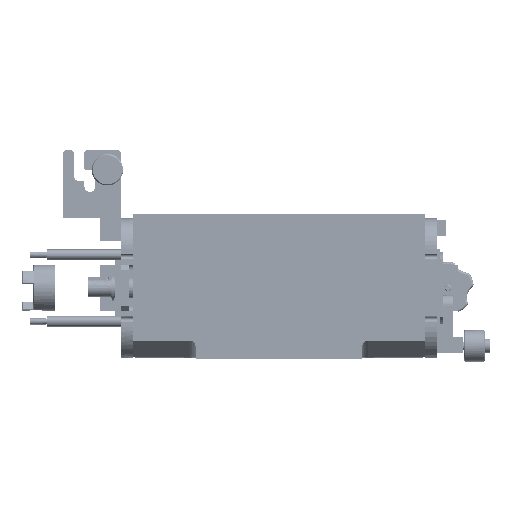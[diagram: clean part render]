
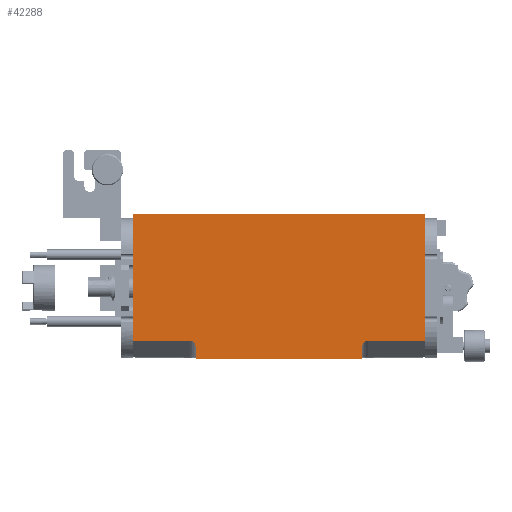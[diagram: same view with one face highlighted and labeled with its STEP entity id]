
A CAD part, left-side view. The second image highlights one B-rep face of the part: STEP entity #42288.
In plain terms, the highlighted free-form (B-spline) face has degree [1, 1] with [2, 2] control points.
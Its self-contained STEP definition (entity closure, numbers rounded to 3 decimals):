
#41570 = EDGE_CURVE('',#41571,#41573,#41575,.T.);
#41571 = VERTEX_POINT('',#41572);
#41572 = CARTESIAN_POINT('',(-229.976,47.693,
    -42.581));
#41573 = VERTEX_POINT('',#41574);
#41574 = CARTESIAN_POINT('',(-229.976,44.812,
    -41.204));
#41575 = ( BOUNDED_CURVE() B_SPLINE_CURVE(2,(#41576,#41577,#41578),
.UNSPECIFIED.,.F.,.F.) B_SPLINE_CURVE_WITH_KNOTS((3,3),(5.498,
6.283),.PIECEWISE_BEZIER_KNOTS.) CURVE() 
GEOMETRIC_REPRESENTATION_ITEM() RATIONAL_B_SPLINE_CURVE((1.,
0.924,1.)) REPRESENTATION_ITEM('') );
#41576 = CARTESIAN_POINT('',(-229.976,47.693,
    -42.581));
#41577 = CARTESIAN_POINT('',(-229.976,46.5,
    -41.204));
#41578 = CARTESIAN_POINT('',(-229.976,44.812,
    -41.204));
#41610 = EDGE_CURVE('',#41611,#41613,#41615,.T.);
#41611 = VERTEX_POINT('',#41612);
#41612 = CARTESIAN_POINT('',(-229.976,180.442,
    -42.581));
#41613 = VERTEX_POINT('',#41614);
#41614 = CARTESIAN_POINT('',(-229.976,179.249,
    -45.908));
#41615 = ( BOUNDED_CURVE() B_SPLINE_CURVE(2,(#41616,#41617,#41618),
.UNSPECIFIED.,.F.,.F.) B_SPLINE_CURVE_WITH_KNOTS((3,3),(0.785,
1.571),.PIECEWISE_BEZIER_KNOTS.) CURVE() 
GEOMETRIC_REPRESENTATION_ITEM() RATIONAL_B_SPLINE_CURVE((1.,
0.924,1.)) REPRESENTATION_ITEM('') );
#41616 = CARTESIAN_POINT('',(-229.976,180.442,
    -42.581));
#41617 = CARTESIAN_POINT('',(-229.976,179.249,
    -43.959));
#41618 = CARTESIAN_POINT('',(-229.976,179.249,
    -45.908));
#42031 = VERTEX_POINT('',#42032);
#42032 = CARTESIAN_POINT('',(-229.976,183.322,
    -41.204));
#42037 = EDGE_CURVE('',#42031,#41611,#42038,.T.);
#42038 = ( BOUNDED_CURVE() B_SPLINE_CURVE(2,(#42039,#42040,#42041),
.UNSPECIFIED.,.F.,.F.) B_SPLINE_CURVE_WITH_KNOTS((3,3),(0.,
0.785),.PIECEWISE_BEZIER_KNOTS.) CURVE() 
GEOMETRIC_REPRESENTATION_ITEM() RATIONAL_B_SPLINE_CURVE((1.,
0.924,1.)) REPRESENTATION_ITEM('') );
#42039 = CARTESIAN_POINT('',(-229.976,183.322,
    -41.204));
#42040 = CARTESIAN_POINT('',(-229.976,181.635,
    -41.204));
#42041 = CARTESIAN_POINT('',(-229.976,180.442,
    -42.581));
#42072 = VERTEX_POINT('',#42073);
#42073 = CARTESIAN_POINT('',(-229.976,228.053,
    -41.204));
#42078 = EDGE_CURVE('',#42072,#42079,#42081,.T.);
#42079 = VERTEX_POINT('',#42080);
#42080 = CARTESIAN_POINT('',(-229.976,228.053,
    57.971));
#42081 = B_SPLINE_CURVE_WITH_KNOTS('',1,(#42082,#42083),.UNSPECIFIED.,
  .F.,.F.,(2,2),(-54.896,66.825),.PIECEWISE_BEZIER_KNOTS.);
#42082 = CARTESIAN_POINT('',(-229.976,228.053,
    -41.204));
#42083 = CARTESIAN_POINT('',(-229.976,228.053,
    57.971));
#42113 = EDGE_CURVE('',#42072,#42031,#42114,.T.);
#42114 = B_SPLINE_CURVE_WITH_KNOTS('',1,(#42115,#42116),.UNSPECIFIED.,
  .F.,.F.,(2,2),(-209.9,-155.),.PIECEWISE_BEZIER_KNOTS.);
#42115 = CARTESIAN_POINT('',(-229.976,228.053,
    -41.204));
#42116 = CARTESIAN_POINT('',(-229.976,183.322,
    -41.204));
#42135 = VERTEX_POINT('',#42136);
#42136 = CARTESIAN_POINT('',(-229.976,0.081,
    57.971));
#42141 = EDGE_CURVE('',#42142,#42135,#42144,.T.);
#42142 = VERTEX_POINT('',#42143);
#42143 = CARTESIAN_POINT('',(-229.976,0.081,
    -41.204));
#42144 = B_SPLINE_CURVE_WITH_KNOTS('',1,(#42145,#42146),.UNSPECIFIED.,
  .F.,.F.,(2,2),(-54.896,66.825),.PIECEWISE_BEZIER_KNOTS.);
#42145 = CARTESIAN_POINT('',(-229.976,0.081,
    -41.204));
#42146 = CARTESIAN_POINT('',(-229.976,0.081,
    57.971));
#42213 = VERTEX_POINT('',#42214);
#42214 = CARTESIAN_POINT('',(-229.976,48.886,
    -45.908));
#42219 = EDGE_CURVE('',#42213,#41571,#42220,.T.);
#42220 = ( BOUNDED_CURVE() B_SPLINE_CURVE(2,(#42221,#42222,#42223),
.UNSPECIFIED.,.F.,.F.) B_SPLINE_CURVE_WITH_KNOTS((3,3),(4.712,
5.498),.PIECEWISE_BEZIER_KNOTS.) CURVE() 
GEOMETRIC_REPRESENTATION_ITEM() RATIONAL_B_SPLINE_CURVE((1.,
0.924,1.)) REPRESENTATION_ITEM('') );
#42221 = CARTESIAN_POINT('',(-229.976,48.886,
    -45.908));
#42222 = CARTESIAN_POINT('',(-229.976,48.886,
    -43.959));
#42223 = CARTESIAN_POINT('',(-229.976,47.693,
    -42.581));
#42243 = EDGE_CURVE('',#41573,#42142,#42244,.T.);
#42244 = B_SPLINE_CURVE_WITH_KNOTS('',1,(#42245,#42246),.UNSPECIFIED.,
  .F.,.F.,(2,2),(-55.,-0.1),.PIECEWISE_BEZIER_KNOTS.);
#42245 = CARTESIAN_POINT('',(-229.976,44.812,
    -41.204));
#42246 = CARTESIAN_POINT('',(-229.976,0.081,
    -41.204));
#42267 = VERTEX_POINT('',#42268);
#42268 = CARTESIAN_POINT('',(-229.976,179.249,
    -55.282));
#42273 = EDGE_CURVE('',#42267,#41613,#42274,.T.);
#42274 = B_SPLINE_CURVE_WITH_KNOTS('',1,(#42275,#42276),.UNSPECIFIED.,
  .F.,.F.,(2,2),(-36.25,-24.744),.PIECEWISE_BEZIER_KNOTS.);
#42275 = CARTESIAN_POINT('',(-229.976,179.249,
    -55.282));
#42276 = CARTESIAN_POINT('',(-229.976,179.249,
    -45.908));
#42288 = ADVANCED_FACE('',(#42289),#42317,.T.);
#42289 = FACE_BOUND('',#42290,.T.);
#42290 = EDGE_LOOP('',(#42291,#42292,#42293,#42300,#42305,#42306,#42307,
    #42308,#42309,#42314,#42315,#42316));
#42291 = ORIENTED_EDGE('',*,*,#41610,.T.);
#42292 = ORIENTED_EDGE('',*,*,#42273,.F.);
#42293 = ORIENTED_EDGE('',*,*,#42294,.F.);
#42294 = EDGE_CURVE('',#42295,#42267,#42297,.T.);
#42295 = VERTEX_POINT('',#42296);
#42296 = CARTESIAN_POINT('',(-229.976,48.886,
    -55.282));
#42297 = B_SPLINE_CURVE_WITH_KNOTS('',1,(#42298,#42299),.UNSPECIFIED.,
  .F.,.F.,(2,2),(60.,220.),.PIECEWISE_BEZIER_KNOTS.);
#42298 = CARTESIAN_POINT('',(-229.976,48.886,
    -55.282));
#42299 = CARTESIAN_POINT('',(-229.976,179.249,
    -55.282));
#42300 = ORIENTED_EDGE('',*,*,#42301,.T.);
#42301 = EDGE_CURVE('',#42295,#42213,#42302,.T.);
#42302 = B_SPLINE_CURVE_WITH_KNOTS('',1,(#42303,#42304),.UNSPECIFIED.,
  .F.,.F.,(2,2),(-36.25,-24.744),.PIECEWISE_BEZIER_KNOTS.);
#42303 = CARTESIAN_POINT('',(-229.976,48.886,
    -55.282));
#42304 = CARTESIAN_POINT('',(-229.976,48.886,
    -45.908));
#42305 = ORIENTED_EDGE('',*,*,#42219,.T.);
#42306 = ORIENTED_EDGE('',*,*,#41570,.T.);
#42307 = ORIENTED_EDGE('',*,*,#42243,.T.);
#42308 = ORIENTED_EDGE('',*,*,#42141,.T.);
#42309 = ORIENTED_EDGE('',*,*,#42310,.T.);
#42310 = EDGE_CURVE('',#42135,#42079,#42311,.T.);
#42311 = B_SPLINE_CURVE_WITH_KNOTS('',1,(#42312,#42313),.UNSPECIFIED.,
  .F.,.F.,(2,2),(0.1,279.9),.PIECEWISE_BEZIER_KNOTS.);
#42312 = CARTESIAN_POINT('',(-229.976,0.081,
    57.971));
#42313 = CARTESIAN_POINT('',(-229.976,228.053,
    57.971));
#42314 = ORIENTED_EDGE('',*,*,#42078,.F.);
#42315 = ORIENTED_EDGE('',*,*,#42113,.T.);
#42316 = ORIENTED_EDGE('',*,*,#42037,.T.);
#42317 = B_SPLINE_SURFACE_WITH_KNOTS('',1,1,(
    (#42318,#42319)
    ,(#42320,#42321
  )),.UNSPECIFIED.,.F.,.F.,.F.,(2,2),(2,2),(-70.5,68.5),(0.1,279.9),
  .PIECEWISE_BEZIER_KNOTS.);
#42318 = CARTESIAN_POINT('',(-229.976,0.081,
    -55.282));
#42319 = CARTESIAN_POINT('',(-229.976,228.053,
    -55.282));
#42320 = CARTESIAN_POINT('',(-229.976,0.081,
    57.971));
#42321 = CARTESIAN_POINT('',(-229.976,228.053,
    57.971));
